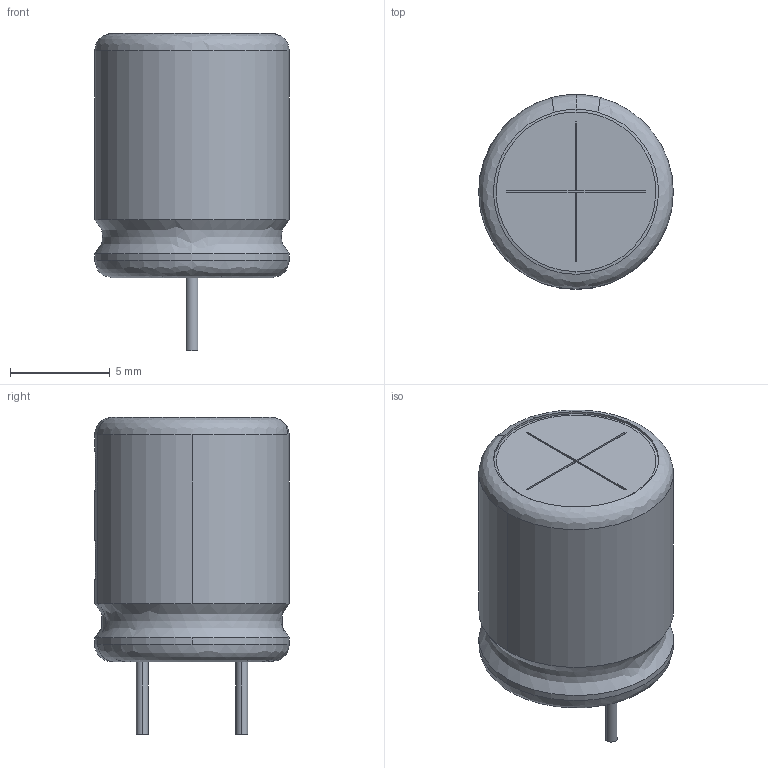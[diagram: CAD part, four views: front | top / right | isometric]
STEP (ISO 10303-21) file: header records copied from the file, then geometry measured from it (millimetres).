
FILE_DESCRIPTION (( 'STEP AP214' ), '1' );
FILE_NAME ('User Library-CAP 10X12.5-PCB.STEP', '2010-07-18T04:10:08', ( 'sysAdmin' ), ( 'SolidWorks' ), 'SwSTEP 2.0', 'SolidWorks 2010', '' );
FILE_SCHEMA (( 'AUTOMOTIVE_DESIGN' ));
Length unit declared in the file: millimetre
Products named in the file (11): User Library-CAP 10X12.5-PCB_5_1; User Library-CAP 10X12.5-PCB_4_1; User Library-CAP 10X12.5-PCB_3_1; User Library-CAP 10X12.5-PCB; User Library-CAP 10X12.5-PCB_10_1; User Library-CAP 10X12.5-PCB_8_1; User Library-CAP 10X12.5-PCB_7_1; User Library-CAP 10X12.5-PCB_6_1; User Library-CAP 10X12.5-PCB_2_1; User Library-CAP 10X12.5-PCB_1_1; User Library-CAP 10X12.5-PCB_9_1
Assembly tree (10 placements, depth 2):
  User Library-CAP 10X12.5-PCB
    User Library-CAP 10X12.5-PCB_7_1
    User Library-CAP 10X12.5-PCB_2_1
    User Library-CAP 10X12.5-PCB_1_1
    User Library-CAP 10X12.5-PCB_10_1
    User Library-CAP 10X12.5-PCB_8_1
    User Library-CAP 10X12.5-PCB_6_1
    User Library-CAP 10X12.5-PCB_9_1
    User Library-CAP 10X12.5-PCB_4_1
    User Library-CAP 10X12.5-PCB_5_1
    User Library-CAP 10X12.5-PCB_3_1
Bounding box: 9.76 x 9.76 x 15.9 mm (x, y, z)
Volume: 888.6 mm3; surface area: 1449.8 mm2
Topology: 10 solids, 10 shells, 122 faces, 304 edges, 203 vertices
Faces by surface type: cylinder 57, plane 41, bspline 24
Entity records: 6316 total; most frequent: CARTESIAN_POINT 1699, ORIENTED_EDGE 608, DIRECTION 567, EDGE_CURVE 304, AXIS2_PLACEMENT_3D 211, VERTEX_POINT 203, UNCERTAINTY_MEASURE_WITH_UNIT 153, LINE 145
